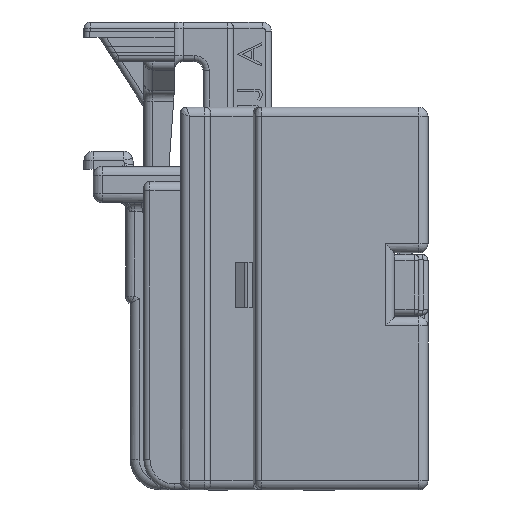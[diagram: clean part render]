
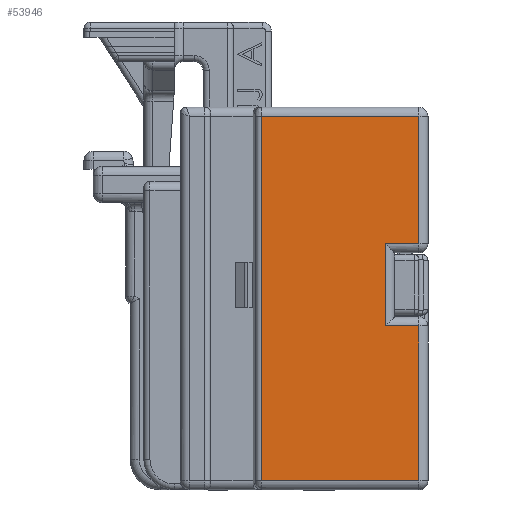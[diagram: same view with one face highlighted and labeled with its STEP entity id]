
A CAD part, left-side view. The second image highlights one B-rep face of the part: STEP entity #53946.
In plain terms, the highlighted planar face has unit normal (-1, 0, 0).
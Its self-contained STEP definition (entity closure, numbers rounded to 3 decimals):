
#221 = ORIENTED_EDGE ( 'NONE', *, *, #20891, .T. ) ;
#572 = CARTESIAN_POINT ( 'NONE',  ( -5.957, 8.879, 4.648 ) ) ;
#1446 = VERTEX_POINT ( 'NONE', #37530 ) ;
#1707 = CARTESIAN_POINT ( 'NONE',  ( -5.957, 3.391, 4.648 ) ) ;
#2132 = CARTESIAN_POINT ( 'NONE',  ( -5.957, 4.791, 12.448 ) ) ;
#2761 = VECTOR ( 'NONE', #19283, 1000. ) ;
#2912 = VECTOR ( 'NONE', #23309, 1000. ) ;
#3069 = PLANE ( 'NONE',  #23906 ) ;
#6439 = FACE_OUTER_BOUND ( 'NONE', #42335, .T. ) ;
#8700 = DIRECTION ( 'NONE',  ( 0., -1., 0. ) ) ;
#10288 = CARTESIAN_POINT ( 'NONE',  ( -5.957, 8.879, 16.648 ) ) ;
#11753 = VECTOR ( 'NONE', #49728, 1000. ) ;
#11920 = LINE ( 'NONE', #28134, #26018 ) ;
#13368 = LINE ( 'NONE', #34603, #41454 ) ;
#15659 = CARTESIAN_POINT ( 'NONE',  ( -5.957, 4.791, 9.748 ) ) ;
#15686 = LINE ( 'NONE', #45820, #11753 ) ;
#17119 = LINE ( 'NONE', #18756, #19204 ) ;
#17663 = EDGE_CURVE ( 'NONE', #34492, #31289, #11920, .T. ) ;
#18411 = VERTEX_POINT ( 'NONE', #15659 ) ;
#18724 = LINE ( 'NONE', #52754, #2761 ) ;
#18756 = CARTESIAN_POINT ( 'NONE',  ( -5.957, 4.491, 9.748 ) ) ;
#19204 = VECTOR ( 'NONE', #35765, 1000. ) ;
#19283 = DIRECTION ( 'NONE',  ( 0., 1., 0. ) ) ;
#20076 = ORIENTED_EDGE ( 'NONE', *, *, #25040, .T. ) ;
#20480 = DIRECTION ( 'NONE',  ( 0., 0., 1. ) ) ;
#20632 = DIRECTION ( 'NONE',  ( 0., 0., 1. ) ) ;
#20891 = EDGE_CURVE ( 'NONE', #50590, #44411, #13368, .T. ) ;
#21062 = CARTESIAN_POINT ( 'NONE',  ( -5.957, 3.691, 4.648 ) ) ;
#23183 = VECTOR ( 'NONE', #42583, 1000. ) ;
#23309 = DIRECTION ( 'NONE',  ( 0., -1., 0. ) ) ;
#23582 = ORIENTED_EDGE ( 'NONE', *, *, #50387, .T. ) ;
#23906 = AXIS2_PLACEMENT_3D ( 'NONE', #46720, #46972, #8700 ) ;
#25040 = EDGE_CURVE ( 'NONE', #1446, #18411, #17119, .T. ) ;
#25193 = ORIENTED_EDGE ( 'NONE', *, *, #29876, .T. ) ;
#25576 = LINE ( 'NONE', #43114, #23183 ) ;
#26018 = VECTOR ( 'NONE', #20632, 1000. ) ;
#26282 = ORIENTED_EDGE ( 'NONE', *, *, #17663, .T. ) ;
#28134 = CARTESIAN_POINT ( 'NONE',  ( -5.957, 3.691, -17.336 ) ) ;
#29876 = EDGE_CURVE ( 'NONE', #18411, #50653, #54528, .T. ) ;
#31289 = VERTEX_POINT ( 'NONE', #47612 ) ;
#31957 = LINE ( 'NONE', #1707, #2912 ) ;
#33281 = EDGE_CURVE ( 'NONE', #44411, #36591, #31957, .T. ) ;
#34492 = VERTEX_POINT ( 'NONE', #53809 ) ;
#34603 = CARTESIAN_POINT ( 'NONE',  ( -5.957, 8.879, -17.336 ) ) ;
#34795 = ORIENTED_EDGE ( 'NONE', *, *, #54804, .T. ) ;
#35149 = DIRECTION ( 'NONE',  ( 0., 0., -1. ) ) ;
#35765 = DIRECTION ( 'NONE',  ( 0., 1., 0. ) ) ;
#36591 = VERTEX_POINT ( 'NONE', #21062 ) ;
#37530 = CARTESIAN_POINT ( 'NONE',  ( -5.957, 3.691, 9.748 ) ) ;
#39161 = ORIENTED_EDGE ( 'NONE', *, *, #33281, .T. ) ;
#41384 = ORIENTED_EDGE ( 'NONE', *, *, #50566, .T. ) ;
#41454 = VECTOR ( 'NONE', #35149, 1000. ) ;
#42335 = EDGE_LOOP ( 'NONE', ( #41384, #221, #39161, #34795, #20076, #25193, #23582, #26282 ) ) ;
#42583 = DIRECTION ( 'NONE',  ( 0., 0., 1. ) ) ;
#43114 = CARTESIAN_POINT ( 'NONE',  ( -5.957, 3.691, -17.336 ) ) ;
#44411 = VERTEX_POINT ( 'NONE', #572 ) ;
#45820 = CARTESIAN_POINT ( 'NONE',  ( -5.957, 3.391, 12.448 ) ) ;
#46720 = CARTESIAN_POINT ( 'NONE',  ( -5.957, 9.062, -17.336 ) ) ;
#46972 = DIRECTION ( 'NONE',  ( -1., 0., 0. ) ) ;
#47612 = CARTESIAN_POINT ( 'NONE',  ( -5.957, 3.691, 16.648 ) ) ;
#49728 = DIRECTION ( 'NONE',  ( 0., -1., 0. ) ) ;
#50387 = EDGE_CURVE ( 'NONE', #50653, #34492, #15686, .T. ) ;
#50566 = EDGE_CURVE ( 'NONE', #31289, #50590, #18724, .T. ) ;
#50590 = VERTEX_POINT ( 'NONE', #10288 ) ;
#50653 = VERTEX_POINT ( 'NONE', #2132 ) ;
#51155 = CARTESIAN_POINT ( 'NONE',  ( -5.957, 4.791, -17.336 ) ) ;
#52754 = CARTESIAN_POINT ( 'NONE',  ( -5.957, 9.062, 16.648 ) ) ;
#53809 = CARTESIAN_POINT ( 'NONE',  ( -5.957, 3.691, 12.448 ) ) ;
#53946 = ADVANCED_FACE ( 'NONE', ( #6439 ), #3069, .T. ) ;
#54350 = VECTOR ( 'NONE', #20480, 1000. ) ;
#54528 = LINE ( 'NONE', #51155, #54350 ) ;
#54804 = EDGE_CURVE ( 'NONE', #36591, #1446, #25576, .T. ) ;
